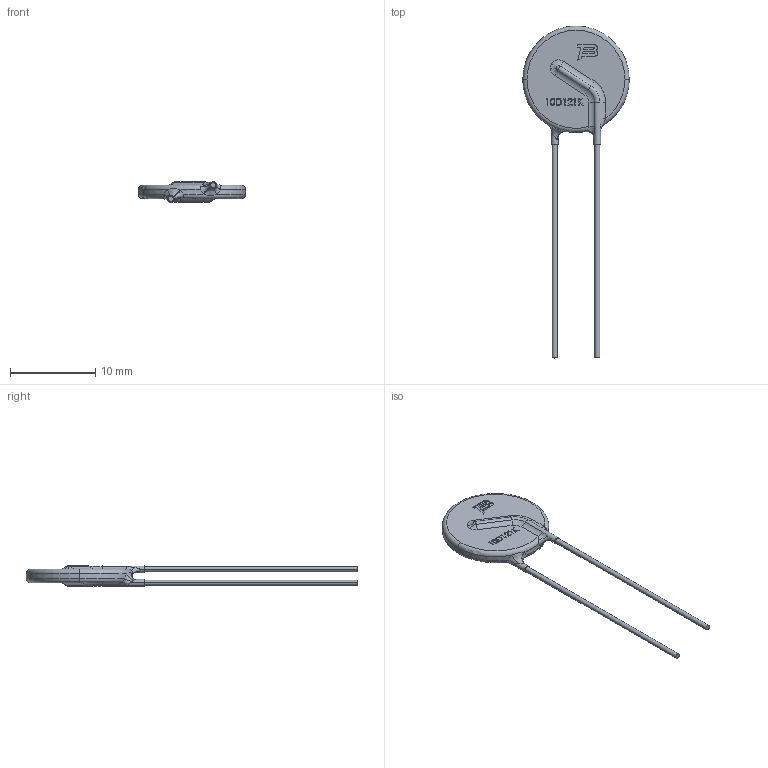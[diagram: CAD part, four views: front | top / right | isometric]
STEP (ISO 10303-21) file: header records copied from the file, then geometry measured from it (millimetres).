
FILE_DESCRIPTION (( 'STEP AP214' ), '1' );
FILE_NAME ('MOV-10D121K.STEP', '2025-01-21T23:01:36', ( '' ), ( '' ), 'SwSTEP 2.0', 'SolidWorks 2021', '' );
FILE_SCHEMA (( 'AUTOMOTIVE_DESIGN' ));
Length unit declared in the file: millimetre
Products named in the file (1): MOV-10D121K
Bounding box: 12.5 x 38.96 x 2.4 mm (x, y, z)
Volume: 215.2 mm3; surface area: 405.5 mm2
Topology: 3 solids, 3 shells, 159 faces, 403 edges, 260 vertices
Faces by surface type: plane 75, bspline 42, cylinder 22, torus 18, sphere 2
Entity records: 8506 total; most frequent: CARTESIAN_POINT 4203, ORIENTED_EDGE 798, DIRECTION 621, EDGE_CURVE 399, VERTEX_POINT 258, LINE 221, VECTOR 221, AXIS2_PLACEMENT_3D 200
